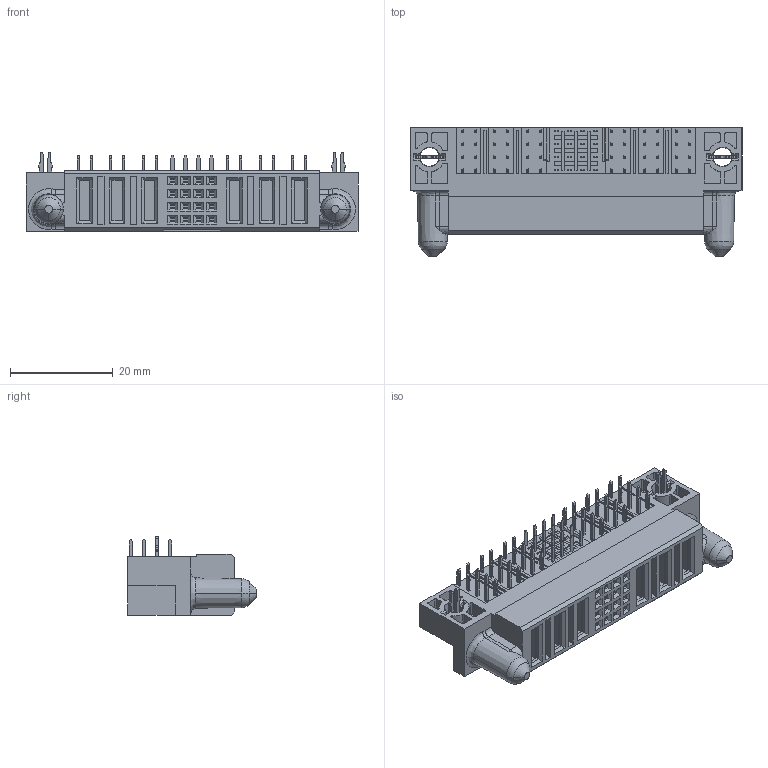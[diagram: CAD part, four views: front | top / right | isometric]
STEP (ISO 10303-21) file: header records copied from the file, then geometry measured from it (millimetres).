
FILE_DESCRIPTION( ('This file contains a STEP AP42 implementation' ,'as created by ZW3D STEP Interface translator.') ,'2;1' );
FILE_NAME( 'P1FRA-031603W5W5AMA1.stp' ,'23 922.141424', (''), ('ZWCAD Software Co.'), 'Version 1.0', 'ZW3D to STEP translator', '' );
FILE_SCHEMA(('AUTOMOTIVE_DESIGN { 1 0 10303 214 1 1 1 1 }'));
Length unit declared in the file: millimetre
Products named in the file (1): 0
Bounding box: 64.77 x 25.13 x 15.32 mm (x, y, z)
Surface area: 13374.8 mm2 (no closed solid volume)
Topology: 0 solids, 1 shells, 4866 faces, 12751 edges, 7979 vertices
Faces by surface type: plane 2688, bspline 1973, cylinder 125, cone 80
Entity records: 206207 total; most frequent: CARTESIAN_POINT 96149, ORIENTED_EDGE 25480, DIRECTION 16540, EDGE_CURVE 12746, VECTOR 8420, LINE 8420, VERTEX_POINT 7988, EDGE_LOOP 5252
